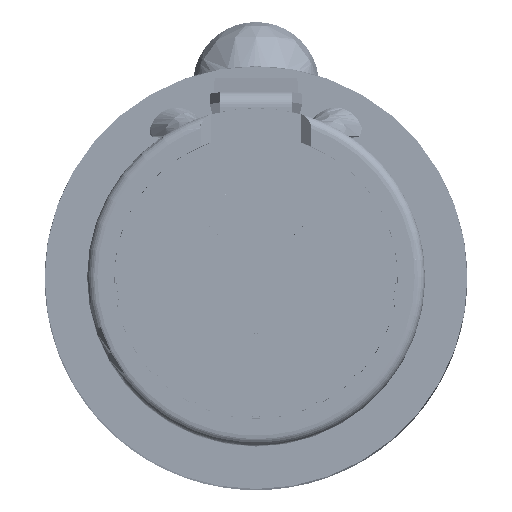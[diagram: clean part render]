
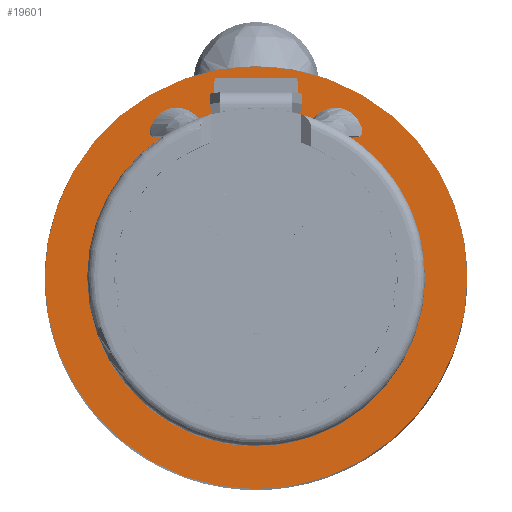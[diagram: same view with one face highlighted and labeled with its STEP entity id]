
A CAD part, top view. The second image highlights one B-rep face of the part: STEP entity #19601.
In plain terms, the highlighted planar face has unit normal (0, 0, 1).
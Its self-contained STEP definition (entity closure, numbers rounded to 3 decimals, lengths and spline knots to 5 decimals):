
#94=PLANE('',#20773);
#437=FACE_BOUND('',#2027,.T.);
#1107=FACE_OUTER_BOUND('',#2026,.T.);
#2026=EDGE_LOOP('',(#11682));
#2027=EDGE_LOOP('',(#11683));
#4664=CIRCLE('',#20702,0.2065);
#4698=CIRCLE('',#20738,0.165);
#6040=VERTEX_POINT('',#26363);
#6107=VERTEX_POINT('',#26527);
#8170=EDGE_CURVE('',#6040,#6040,#4664,.T.);
#8241=EDGE_CURVE('',#6107,#6107,#4698,.T.);
#11682=ORIENTED_EDGE('',*,*,#8170,.F.);
#11683=ORIENTED_EDGE('',*,*,#8241,.F.);
#19601=ADVANCED_FACE('',(#1107,#437),#94,.F.);
#20702=AXIS2_PLACEMENT_3D('',#26364,#22500,#22501);
#20738=AXIS2_PLACEMENT_3D('',#26529,#22606,#22607);
#20773=AXIS2_PLACEMENT_3D('',#26904,#22687,#22688);
#22500=DIRECTION('center_axis',(0.,0.,-1.));
#22501=DIRECTION('ref_axis',(1.,0.,0.));
#22606=DIRECTION('center_axis',(0.,0.,1.));
#22607=DIRECTION('ref_axis',(1.,0.,0.));
#22687=DIRECTION('center_axis',(0.,0.,-1.));
#22688=DIRECTION('ref_axis',(-1.,0.,0.));
#26363=CARTESIAN_POINT('',(-0.2065,0.,-0.34));
#26364=CARTESIAN_POINT('Origin',(0.,0.,-0.34));
#26527=CARTESIAN_POINT('',(-0.165,0.,-0.34));
#26529=CARTESIAN_POINT('Origin',(0.,0.,-0.34));
#26904=CARTESIAN_POINT('Origin',(0.,0.,-0.34));
